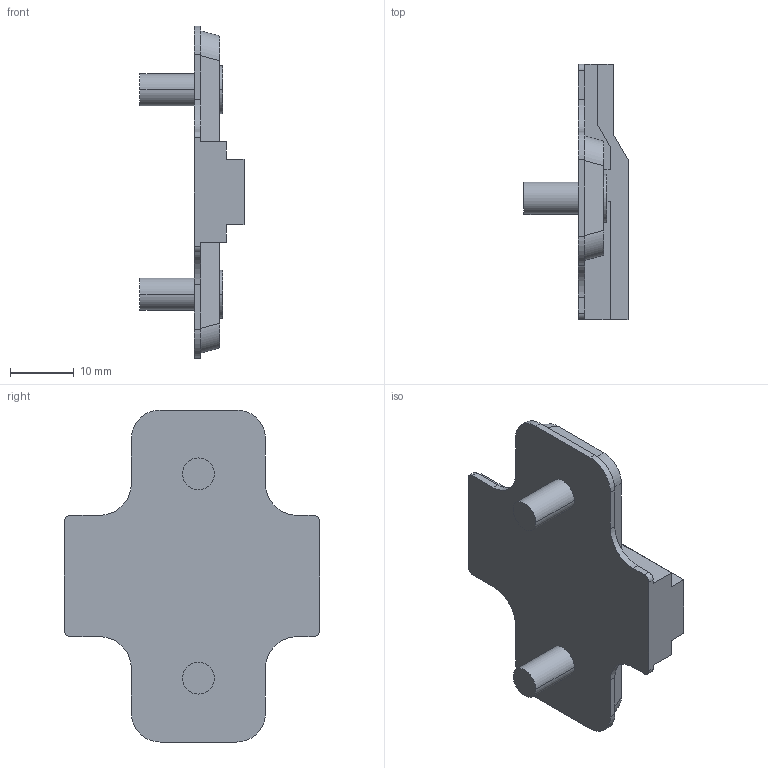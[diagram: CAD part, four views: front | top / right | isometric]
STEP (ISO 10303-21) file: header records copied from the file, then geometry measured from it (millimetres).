
FILE_DESCRIPTION((''),'2;1');
FILE_NAME('244-0134-MVL','2022-12-15T09:09:28',('marino.prodan'),('Audax d.o.o.'),'CREO PARAMETRIC BY PTC INC, 2021304','CREO PARAMETRIC BY PTC INC, 2021304','');
FILE_SCHEMA(('AUTOMOTIVE_DESIGN { 1 0 10303 214 1 1 1 1 }'));
Length unit declared in the file: millimetre
Products named in the file (1): 244-0134-MVL
Bounding box: 16.3 x 40 x 52 mm (x, y, z)
Volume: 6832.1 mm3; surface area: 4198.2 mm2
Topology: 1 solids, 1 shells, 106 faces, 301 edges, 200 vertices
Faces by surface type: plane 70, cylinder 24, cone 12
Entity records: 3900 total; most frequent: CARTESIAN_POINT 806, ORIENTED_EDGE 594, DIRECTION 533, COLOUR_RGB 317, EDGE_CURVE 297, VERTEX_POINT 200, VECTOR 193, LINE 193
